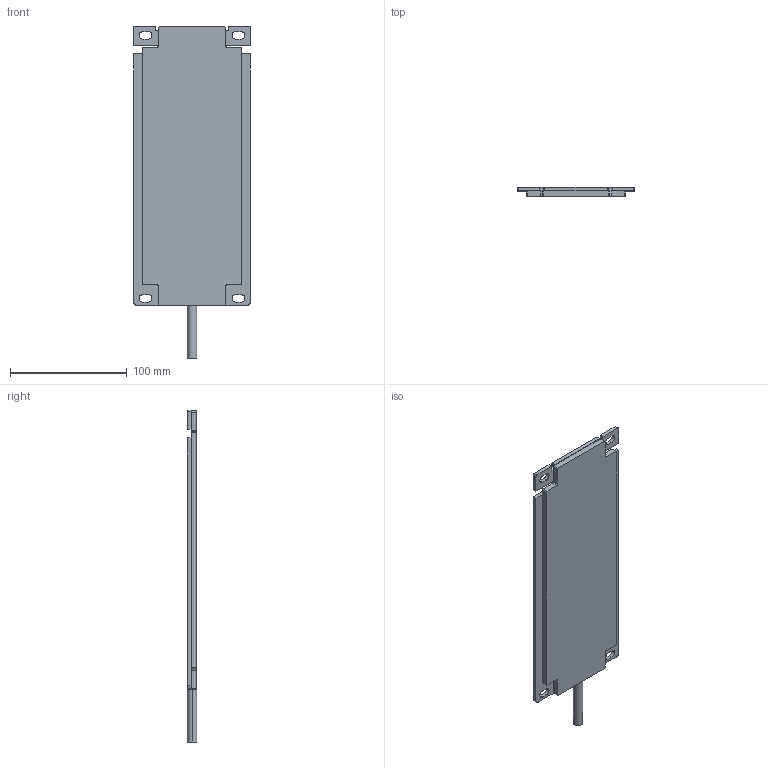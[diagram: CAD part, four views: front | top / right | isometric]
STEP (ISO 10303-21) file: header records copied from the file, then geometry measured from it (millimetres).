
FILE_DESCRIPTION(('starvars output'),'2;1');
FILE_NAME('cv20200416090624000012048.stp','09:06:24 2020/04/16',( 'Thomas Industrial Network Germany GmbH'),( 'Thomas Industrial Network Germany GmbH'),'unknown preprocess','ACIS' ,'unknown authorization');
FILE_SCHEMA(('AUTOMOTIVE_DESIGN_CC2 {UNKNOWN IMPLEMENTATION LEVEL}'));
Length unit declared in the file: millimetre
Products named in the file (1): PRODUCT_ID_1
Bounding box: 100 x 8 x 284 mm (x, y, z)
Volume: 168119.7 mm3; surface area: 54322.8 mm2
Topology: 1 solids, 1 shells, 76 faces, 210 edges, 136 vertices
Faces by surface type: plane 48, cylinder 28
Entity records: 3016 total; most frequent: ORIENTED_EDGE 420, CARTESIAN_POINT 398, DIRECTION 385, EDGE_CURVE 210, VECTOR 139, LINE 139, VERTEX_POINT 136, AXIS2_PLACEMENT_3D 123
